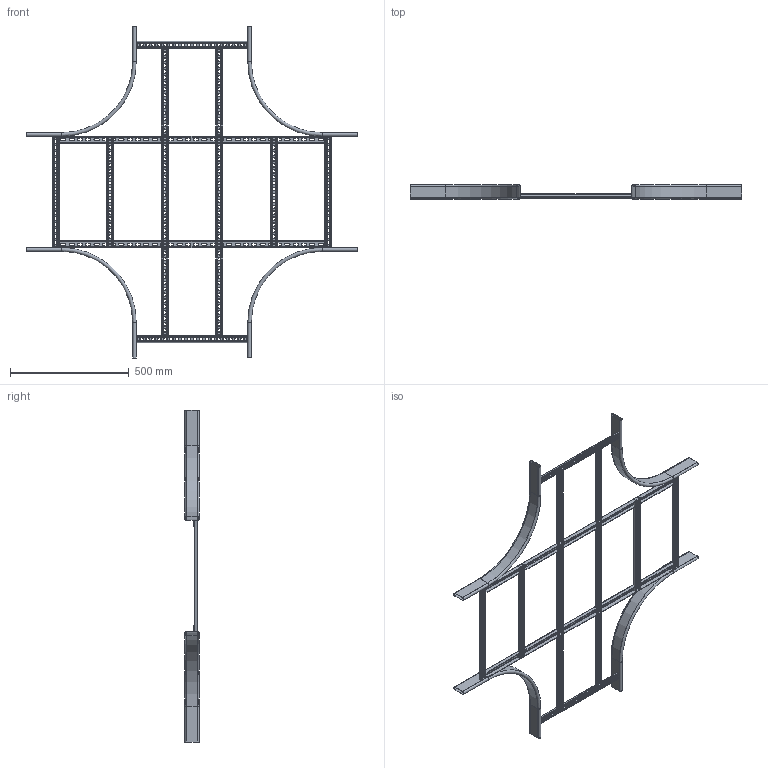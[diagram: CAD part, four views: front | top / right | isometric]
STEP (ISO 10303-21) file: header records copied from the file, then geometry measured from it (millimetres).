
FILE_DESCRIPTION (( 'STEP AP203' ), '1' );
FILE_NAME ('10-02-1399.STEP', '2013-05-02T10:17:57', ( 'asennus' ), ( '' ), 'SwSTEP 2.0', 'SolidWorks 2013', '' );
FILE_SCHEMA (( 'CONFIG_CONTROL_DESIGN' ));
Products named in the file (1): 10-02-1399
Bounding box: 1400 x 60 x 1400 mm (x, y, z)
Volume: 976176 mm3; surface area: 1753202.1 mm2
Topology: 18 solids, 18 shells, 2012 faces, 5192 edges, 3216 vertices
Faces by surface type: plane 1180, cylinder 792, bspline 24, torus 16
Entity records: 62327 total; most frequent: CARTESIAN_POINT 11405, DIRECTION 10618, ORIENTED_EDGE 10384, EDGE_CURVE 5192, LINE 3552, VECTOR 3552, AXIS2_PLACEMENT_3D 3533, VERTEX_POINT 3216
